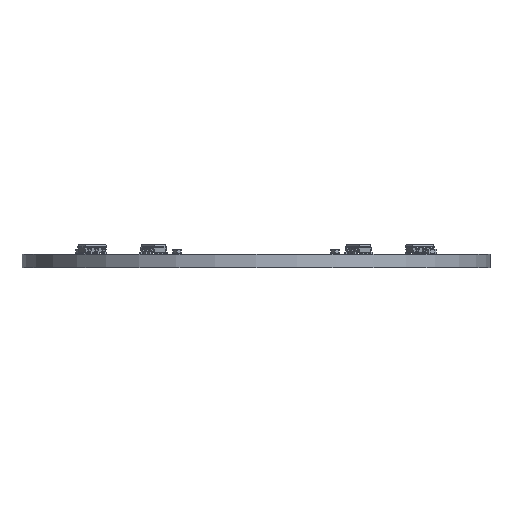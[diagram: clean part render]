
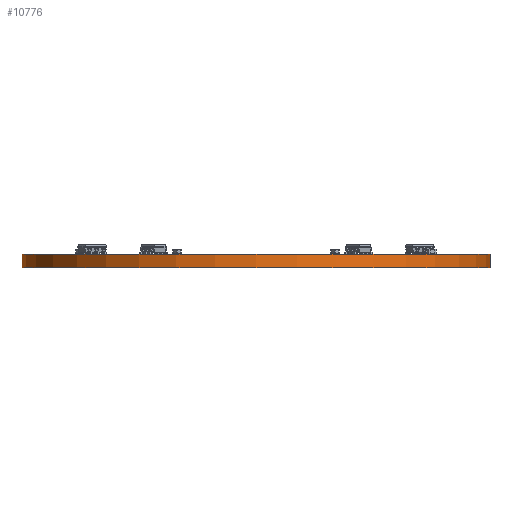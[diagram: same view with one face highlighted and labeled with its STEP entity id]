
A CAD part, front view. The second image highlights one B-rep face of the part: STEP entity #10776.
In plain terms, the highlighted cylindrical face has radius 27 mm (diameter 54 mm), a full revolution.
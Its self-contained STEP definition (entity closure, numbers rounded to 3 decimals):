
#10776 = ADVANCED_FACE('',(#10777),#10791,.T.);
#10777 = FACE_BOUND('',#10778,.F.);
#10778 = EDGE_LOOP('',(#10779,#10809,#10836,#10837));
#10779 = ORIENTED_EDGE('',*,*,#10780,.T.);
#10780 = EDGE_CURVE('',#10781,#10783,#10785,.T.);
#10781 = VERTEX_POINT('',#10782);
#10782 = CARTESIAN_POINT('',(187.5,-100.,0.));
#10783 = VERTEX_POINT('',#10784);
#10784 = CARTESIAN_POINT('',(187.5,-100.,1.6));
#10785 = SEAM_CURVE('',#10786,(#10790,#10802),.PCURVE_S1.);
#10786 = LINE('',#10787,#10788);
#10787 = CARTESIAN_POINT('',(187.5,-100.,0.));
#10788 = VECTOR('',#10789,1.);
#10789 = DIRECTION('',(0.,0.,1.));
#10790 = PCURVE('',#10791,#10796);
#10791 = CYLINDRICAL_SURFACE('',#10792,27.);
#10792 = AXIS2_PLACEMENT_3D('',#10793,#10794,#10795);
#10793 = CARTESIAN_POINT('',(160.5,-100.,0.));
#10794 = DIRECTION('',(-0.,-0.,-1.));
#10795 = DIRECTION('',(1.,0.,-0.));
#10796 = DEFINITIONAL_REPRESENTATION('',(#10797),#10801);
#10797 = LINE('',#10798,#10799);
#10798 = CARTESIAN_POINT('',(-0.,0.));
#10799 = VECTOR('',#10800,1.);
#10800 = DIRECTION('',(-0.,-1.));
#10801 = ( GEOMETRIC_REPRESENTATION_CONTEXT(2) 
PARAMETRIC_REPRESENTATION_CONTEXT() REPRESENTATION_CONTEXT('2D SPACE',''
  ) );
#10802 = PCURVE('',#10791,#10803);
#10803 = DEFINITIONAL_REPRESENTATION('',(#10804),#10808);
#10804 = LINE('',#10805,#10806);
#10805 = CARTESIAN_POINT('',(-6.283,0.));
#10806 = VECTOR('',#10807,1.);
#10807 = DIRECTION('',(-0.,-1.));
#10808 = ( GEOMETRIC_REPRESENTATION_CONTEXT(2) 
PARAMETRIC_REPRESENTATION_CONTEXT() REPRESENTATION_CONTEXT('2D SPACE',''
  ) );
#10809 = ORIENTED_EDGE('',*,*,#10810,.T.);
#10810 = EDGE_CURVE('',#10783,#10783,#10811,.T.);
#10811 = SURFACE_CURVE('',#10812,(#10817,#10824),.PCURVE_S1.);
#10812 = CIRCLE('',#10813,27.);
#10813 = AXIS2_PLACEMENT_3D('',#10814,#10815,#10816);
#10814 = CARTESIAN_POINT('',(160.5,-100.,1.6));
#10815 = DIRECTION('',(0.,0.,1.));
#10816 = DIRECTION('',(1.,0.,-0.));
#10817 = PCURVE('',#10791,#10818);
#10818 = DEFINITIONAL_REPRESENTATION('',(#10819),#10823);
#10819 = LINE('',#10820,#10821);
#10820 = CARTESIAN_POINT('',(-0.,-1.6));
#10821 = VECTOR('',#10822,1.);
#10822 = DIRECTION('',(-1.,0.));
#10823 = ( GEOMETRIC_REPRESENTATION_CONTEXT(2) 
PARAMETRIC_REPRESENTATION_CONTEXT() REPRESENTATION_CONTEXT('2D SPACE',''
  ) );
#10824 = PCURVE('',#10825,#10830);
#10825 = PLANE('',#10826);
#10826 = AXIS2_PLACEMENT_3D('',#10827,#10828,#10829);
#10827 = CARTESIAN_POINT('',(160.5,-100.,1.6));
#10828 = DIRECTION('',(0.,0.,1.));
#10829 = DIRECTION('',(1.,0.,-0.));
#10830 = DEFINITIONAL_REPRESENTATION('',(#10831),#10835);
#10831 = CIRCLE('',#10832,27.);
#10832 = AXIS2_PLACEMENT_2D('',#10833,#10834);
#10833 = CARTESIAN_POINT('',(0.,0.));
#10834 = DIRECTION('',(1.,0.));
#10835 = ( GEOMETRIC_REPRESENTATION_CONTEXT(2) 
PARAMETRIC_REPRESENTATION_CONTEXT() REPRESENTATION_CONTEXT('2D SPACE',''
  ) );
#10836 = ORIENTED_EDGE('',*,*,#10780,.F.);
#10837 = ORIENTED_EDGE('',*,*,#10838,.F.);
#10838 = EDGE_CURVE('',#10781,#10781,#10839,.T.);
#10839 = SURFACE_CURVE('',#10840,(#10845,#10852),.PCURVE_S1.);
#10840 = CIRCLE('',#10841,27.);
#10841 = AXIS2_PLACEMENT_3D('',#10842,#10843,#10844);
#10842 = CARTESIAN_POINT('',(160.5,-100.,0.));
#10843 = DIRECTION('',(0.,0.,1.));
#10844 = DIRECTION('',(1.,0.,-0.));
#10845 = PCURVE('',#10791,#10846);
#10846 = DEFINITIONAL_REPRESENTATION('',(#10847),#10851);
#10847 = LINE('',#10848,#10849);
#10848 = CARTESIAN_POINT('',(-0.,0.));
#10849 = VECTOR('',#10850,1.);
#10850 = DIRECTION('',(-1.,0.));
#10851 = ( GEOMETRIC_REPRESENTATION_CONTEXT(2) 
PARAMETRIC_REPRESENTATION_CONTEXT() REPRESENTATION_CONTEXT('2D SPACE',''
  ) );
#10852 = PCURVE('',#10853,#10858);
#10853 = PLANE('',#10854);
#10854 = AXIS2_PLACEMENT_3D('',#10855,#10856,#10857);
#10855 = CARTESIAN_POINT('',(160.5,-100.,0.));
#10856 = DIRECTION('',(0.,0.,1.));
#10857 = DIRECTION('',(1.,0.,-0.));
#10858 = DEFINITIONAL_REPRESENTATION('',(#10859),#10863);
#10859 = CIRCLE('',#10860,27.);
#10860 = AXIS2_PLACEMENT_2D('',#10861,#10862);
#10861 = CARTESIAN_POINT('',(0.,0.));
#10862 = DIRECTION('',(1.,0.));
#10863 = ( GEOMETRIC_REPRESENTATION_CONTEXT(2) 
PARAMETRIC_REPRESENTATION_CONTEXT() REPRESENTATION_CONTEXT('2D SPACE',''
  ) );
